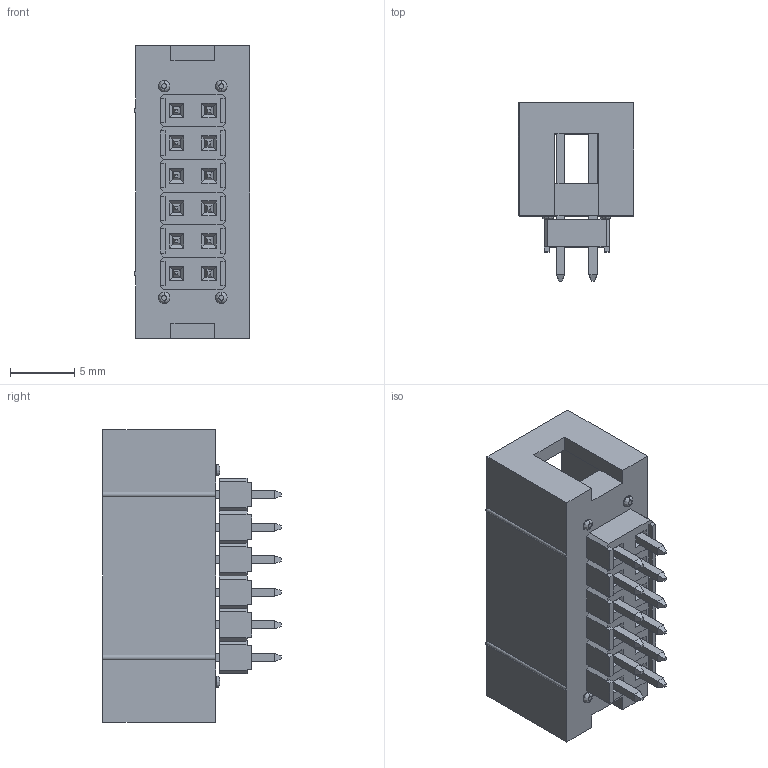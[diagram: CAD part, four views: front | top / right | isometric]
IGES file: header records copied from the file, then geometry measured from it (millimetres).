
Start section: SolidWorks IGES file using analytic representation for surfaces
Global section: file name: SHBSTC-106-D-090-16-F-458-LF.IGS; native system: SolidWorks 2017; preprocessor: SolidWorks 2017; author: gengland; date: 180801.121651; units: inch
Bounding box: 9.03 x 13.92 x 22.86 mm (x, y, z)
Surface area: 2134.4 mm2 (no closed solid volume)
Topology: 0 solids, 0 shells, 473 faces, 2430 edges, 2430 vertices
Faces by surface type: bspline 463, revolution 10
